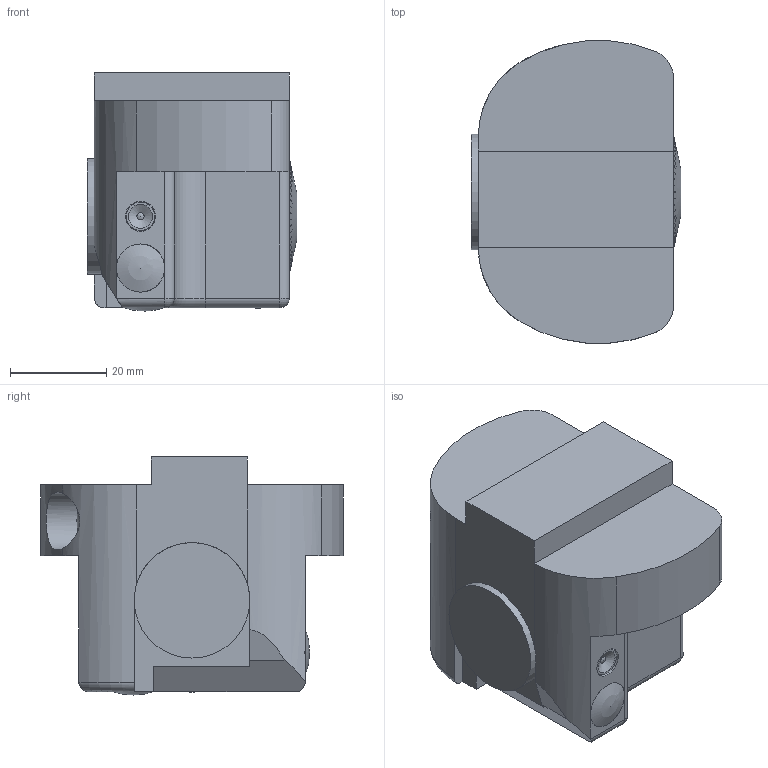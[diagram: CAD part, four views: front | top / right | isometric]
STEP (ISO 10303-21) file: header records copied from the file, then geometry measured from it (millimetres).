
FILE_DESCRIPTION(/* description */ (''),/* implementation_level */ '2;1');
FILE_NAME(/* name */ '1559629578147.stp',/* time_stamp */ '2019-06-04T08:26:21+02:00',/* author */ (''),/* organization */ ('SMS'),/* preprocessor_version */ 'ST-DEVELOPER v15',/* originating_system */ 'SIEMENS PLM Software NX 8.5',/* authorisation */ '');
FILE_SCHEMA (('AUTOMOTIVE_DESIGN { 1 0 10303 214 3 1 1 1 }'));
Length unit declared in the file: millimetre
Products named in the file (1): 111169606mod000_01
Bounding box: 43.58 x 62.83 x 49.49 mm (x, y, z)
Volume: 11454.5 mm3; surface area: 17371.9 mm2
Topology: 1 solids, 2 shells, 308 faces, 874 edges, 573 vertices
Faces by surface type: plane 247, cylinder 35, cone 14, sphere 9, torus 3
Full cylindrical faces by diameter (mm): 1.5 x1, 4.7 x1, 5.015 x1, 6 x1, 6.25 x1, 8 x1, 10.018 x2, 12.021 x1, 24 x2, 24.046 x1
Entity records: 9995 total; most frequent: CARTESIAN_POINT 2572, ORIENTED_EDGE 1646, DIRECTION 1362, EDGE_CURVE 823, VERTEX_POINT 549, AXIS2_PLACEMENT_3D 501, LINE 360, VECTOR 360
